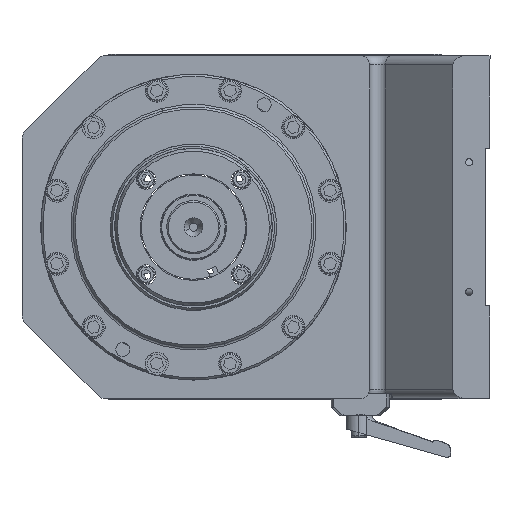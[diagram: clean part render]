
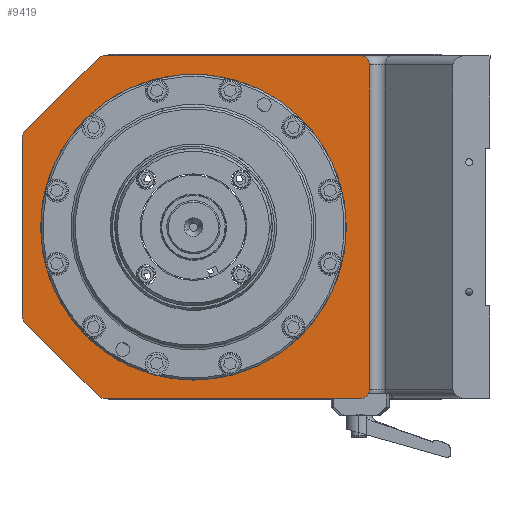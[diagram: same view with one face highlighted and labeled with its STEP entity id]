
A CAD part, left-side view. The second image highlights one B-rep face of the part: STEP entity #9419.
In plain terms, the highlighted planar face has unit normal (-1, 0, 0).
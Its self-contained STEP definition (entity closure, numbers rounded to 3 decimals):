
#360 = LINE ( 'NONE', #48347, #69731 ) ;
#466 = CARTESIAN_POINT ( 'NONE',  ( 49.022, 60.87, -117.475 ) ) ;
#1637 = CARTESIAN_POINT ( 'NONE',  ( 49.022, -209.55, -117.475 ) ) ;
#2134 = EDGE_CURVE ( 'NONE', #12875, #34427, #31204, .T. ) ;
#2654 = CIRCLE ( 'NONE', #12276, 6.35 ) ;
#3015 = ORIENTED_EDGE ( 'NONE', *, *, #49596, .T. ) ;
#3991 = FACE_OUTER_BOUND ( 'NONE', #48893, .T. ) ;
#4583 = CARTESIAN_POINT ( 'NONE',  ( 49.022, 0., 0. ) ) ;
#4614 = DIRECTION ( 'NONE',  ( 1., 0., 0. ) ) ;
#4797 = DIRECTION ( 'NONE',  ( 0., 0.707, -0.707 ) ) ;
#5371 = CARTESIAN_POINT ( 'NONE',  ( 49.022, 0., 0. ) ) ;
#5741 = AXIS2_PLACEMENT_3D ( 'NONE', #12061, #50285, #17585 ) ;
#5836 = DIRECTION ( 'NONE',  ( -1., 0., 0. ) ) ;
#5917 = CARTESIAN_POINT ( 'NONE',  ( 49.022, 115.615, -65.36 ) ) ;
#6200 = CARTESIAN_POINT ( 'NONE',  ( 49.022, 111.125, -60.87 ) ) ;
#6259 = PLANE ( 'NONE',  #7325 ) ;
#7325 = AXIS2_PLACEMENT_3D ( 'NONE', #4583, #4614, #51039 ) ;
#7529 = EDGE_CURVE ( 'NONE', #34427, #12875, #10282, .T. ) ;
#9419 = ADVANCED_FACE ( 'NONE', ( #16891, #3991 ), #6259, .F. ) ;
#9612 = LINE ( 'NONE', #58166, #66099 ) ;
#10282 = CIRCLE ( 'NONE', #12292, 104.813 ) ;
#10437 = CARTESIAN_POINT ( 'NONE',  ( 49.022, -114.3, 117.475 ) ) ;
#11402 = CARTESIAN_POINT ( 'NONE',  ( 49.022, 117.475, -117.475 ) ) ;
#11618 = CARTESIAN_POINT ( 'NONE',  ( 49.022, 0., 0. ) ) ;
#11739 = DIRECTION ( 'NONE',  ( 0., 0., -1. ) ) ;
#11987 = CARTESIAN_POINT ( 'NONE',  ( 49.022, -114.3, -117.475 ) ) ;
#12061 = CARTESIAN_POINT ( 'NONE',  ( 49.022, 60.87, -111.125 ) ) ;
#12276 = AXIS2_PLACEMENT_3D ( 'NONE', #30500, #68657, #35983 ) ;
#12292 = AXIS2_PLACEMENT_3D ( 'NONE', #11618, #16460, #39423 ) ;
#12588 = CARTESIAN_POINT ( 'NONE',  ( 49.022, -120.65, 111.125 ) ) ;
#12644 = VERTEX_POINT ( 'NONE', #63938 ) ;
#12875 = VERTEX_POINT ( 'NONE', #50197 ) ;
#13258 = AXIS2_PLACEMENT_3D ( 'NONE', #5371, #54881, #54727 ) ;
#16460 = DIRECTION ( 'NONE',  ( -1., 0., 0. ) ) ;
#16891 = FACE_BOUND ( 'NONE', #43042, .T. ) ;
#17585 = DIRECTION ( 'NONE',  ( 0., 0., -1. ) ) ;
#17894 = VERTEX_POINT ( 'NONE', #66682 ) ;
#18405 = AXIS2_PLACEMENT_3D ( 'NONE', #38730, #5836, #44134 ) ;
#18587 = CARTESIAN_POINT ( 'NONE',  ( 49.022, 60.87, 117.475 ) ) ;
#19098 = EDGE_CURVE ( 'NONE', #54958, #67167, #30632, .T. ) ;
#20146 = VERTEX_POINT ( 'NONE', #18587 ) ;
#21307 = ORIENTED_EDGE ( 'NONE', *, *, #22272, .T. ) ;
#22000 = ORIENTED_EDGE ( 'NONE', *, *, #54138, .T. ) ;
#22272 = EDGE_CURVE ( 'NONE', #54788, #12644, #67536, .T. ) ;
#22580 = VERTEX_POINT ( 'NONE', #37270 ) ;
#22710 = LINE ( 'NONE', #1637, #33863 ) ;
#23810 = ORIENTED_EDGE ( 'NONE', *, *, #59830, .F. ) ;
#25071 = EDGE_CURVE ( 'NONE', #54788, #67167, #22710, .T. ) ;
#26108 = VECTOR ( 'NONE', #4797, 1000. ) ;
#27426 = EDGE_CURVE ( 'NONE', #60789, #54958, #37212, .T. ) ;
#27481 = CARTESIAN_POINT ( 'NONE',  ( 49.022, 60.87, 111.125 ) ) ;
#27826 = CARTESIAN_POINT ( 'NONE',  ( 49.022, -114.3, 111.125 ) ) ;
#28339 = EDGE_CURVE ( 'NONE', #37374, #12644, #9612, .T. ) ;
#28710 = ORIENTED_EDGE ( 'NONE', *, *, #48852, .T. ) ;
#29595 = CARTESIAN_POINT ( 'NONE',  ( 49.022, 0., 104.813 ) ) ;
#30500 = CARTESIAN_POINT ( 'NONE',  ( 49.022, 111.125, 60.87 ) ) ;
#30632 = CIRCLE ( 'NONE', #5741, 6.35 ) ;
#31204 = CIRCLE ( 'NONE', #13258, 104.813 ) ;
#32160 = ORIENTED_EDGE ( 'NONE', *, *, #2134, .F. ) ;
#32989 = DIRECTION ( 'NONE',  ( 0., 0., -1. ) ) ;
#33334 = DIRECTION ( 'NONE',  ( 0., 0., -1. ) ) ;
#33863 = VECTOR ( 'NONE', #50695, 1000. ) ;
#33967 = AXIS2_PLACEMENT_3D ( 'NONE', #27826, #66045, #33334 ) ;
#34427 = VERTEX_POINT ( 'NONE', #29595 ) ;
#35453 = VECTOR ( 'NONE', #60661, 1000. ) ;
#35983 = DIRECTION ( 'NONE',  ( 0., 0., -1. ) ) ;
#37212 = LINE ( 'NONE', #47075, #48219 ) ;
#37270 = CARTESIAN_POINT ( 'NONE',  ( 49.022, 117.475, -60.87 ) ) ;
#37374 = VERTEX_POINT ( 'NONE', #12588 ) ;
#37798 = CIRCLE ( 'NONE', #55812, 6.35 ) ;
#38730 = CARTESIAN_POINT ( 'NONE',  ( 49.022, -114.3, -111.125 ) ) ;
#39423 = DIRECTION ( 'NONE',  ( 0., 0., 1. ) ) ;
#40234 = EDGE_CURVE ( 'NONE', #37374, #53604, #66518, .T. ) ;
#40260 = EDGE_CURVE ( 'NONE', #22580, #60789, #50219, .T. ) ;
#40386 = CARTESIAN_POINT ( 'NONE',  ( 49.022, 117.475, 60.87 ) ) ;
#40653 = LINE ( 'NONE', #70382, #26108 ) ;
#40809 = ORIENTED_EDGE ( 'NONE', *, *, #19098, .T. ) ;
#41627 = CARTESIAN_POINT ( 'NONE',  ( 49.022, 65.36, -115.615 ) ) ;
#42394 = DIRECTION ( 'NONE',  ( 0., 0., -1. ) ) ;
#43042 = EDGE_LOOP ( 'NONE', ( #50517, #32160 ) ) ;
#43320 = CARTESIAN_POINT ( 'NONE',  ( 49.022, 65.36, 115.615 ) ) ;
#44134 = DIRECTION ( 'NONE',  ( 0., 0., -1. ) ) ;
#44200 = EDGE_CURVE ( 'NONE', #20146, #53604, #360, .T. ) ;
#44250 = VERTEX_POINT ( 'NONE', #43320 ) ;
#44482 = DIRECTION ( 'NONE',  ( -1., 0., 0. ) ) ;
#47075 = CARTESIAN_POINT ( 'NONE',  ( 49.022, 63.5, -117.475 ) ) ;
#47974 = ORIENTED_EDGE ( 'NONE', *, *, #28339, .F. ) ;
#48219 = VECTOR ( 'NONE', #57829, 1000. ) ;
#48347 = CARTESIAN_POINT ( 'NONE',  ( 49.022, -209.55, 117.475 ) ) ;
#48852 = EDGE_CURVE ( 'NONE', #17894, #57338, #2654, .T. ) ;
#48893 = EDGE_LOOP ( 'NONE', ( #47974, #69243, #59210, #3015, #22000, #28710, #23810, #53417, #64891, #40809, #66497, #21307 ) ) ;
#49596 = EDGE_CURVE ( 'NONE', #20146, #44250, #37798, .T. ) ;
#49898 = LINE ( 'NONE', #11402, #35453 ) ;
#50197 = CARTESIAN_POINT ( 'NONE',  ( 49.022, 0., -104.813 ) ) ;
#50219 = CIRCLE ( 'NONE', #52247, 6.35 ) ;
#50285 = DIRECTION ( 'NONE',  ( -1., 0., 0. ) ) ;
#50517 = ORIENTED_EDGE ( 'NONE', *, *, #7529, .F. ) ;
#50695 = DIRECTION ( 'NONE',  ( 0., 1., 0. ) ) ;
#51039 = DIRECTION ( 'NONE',  ( 0., 0., -1. ) ) ;
#52247 = AXIS2_PLACEMENT_3D ( 'NONE', #6200, #44482, #11739 ) ;
#53417 = ORIENTED_EDGE ( 'NONE', *, *, #40260, .T. ) ;
#53604 = VERTEX_POINT ( 'NONE', #10437 ) ;
#53850 = DIRECTION ( 'NONE',  ( 0., -1., 0. ) ) ;
#54138 = EDGE_CURVE ( 'NONE', #44250, #17894, #40653, .T. ) ;
#54727 = DIRECTION ( 'NONE',  ( 0., 0., 1. ) ) ;
#54788 = VERTEX_POINT ( 'NONE', #11987 ) ;
#54881 = DIRECTION ( 'NONE',  ( -1., 0., 0. ) ) ;
#54958 = VERTEX_POINT ( 'NONE', #41627 ) ;
#55812 = AXIS2_PLACEMENT_3D ( 'NONE', #27481, #65690, #32989 ) ;
#57338 = VERTEX_POINT ( 'NONE', #40386 ) ;
#57829 = DIRECTION ( 'NONE',  ( 0., -0.707, -0.707 ) ) ;
#58166 = CARTESIAN_POINT ( 'NONE',  ( 49.022, -120.65, 117.475 ) ) ;
#59210 = ORIENTED_EDGE ( 'NONE', *, *, #44200, .F. ) ;
#59830 = EDGE_CURVE ( 'NONE', #22580, #57338, #49898, .T. ) ;
#60661 = DIRECTION ( 'NONE',  ( 0., 0., 1. ) ) ;
#60789 = VERTEX_POINT ( 'NONE', #5917 ) ;
#63938 = CARTESIAN_POINT ( 'NONE',  ( 49.022, -120.65, -111.125 ) ) ;
#64891 = ORIENTED_EDGE ( 'NONE', *, *, #27426, .T. ) ;
#65690 = DIRECTION ( 'NONE',  ( -1., 0., 0. ) ) ;
#66045 = DIRECTION ( 'NONE',  ( -1., 0., 0. ) ) ;
#66099 = VECTOR ( 'NONE', #42394, 1000. ) ;
#66497 = ORIENTED_EDGE ( 'NONE', *, *, #25071, .F. ) ;
#66518 = CIRCLE ( 'NONE', #33967, 6.35 ) ;
#66682 = CARTESIAN_POINT ( 'NONE',  ( 49.022, 115.615, 65.36 ) ) ;
#67167 = VERTEX_POINT ( 'NONE', #466 ) ;
#67536 = CIRCLE ( 'NONE', #18405, 6.35 ) ;
#68657 = DIRECTION ( 'NONE',  ( -1., 0., 0. ) ) ;
#69243 = ORIENTED_EDGE ( 'NONE', *, *, #40234, .T. ) ;
#69731 = VECTOR ( 'NONE', #53850, 1000. ) ;
#70382 = CARTESIAN_POINT ( 'NONE',  ( 49.022, 117.475, 63.5 ) ) ;
